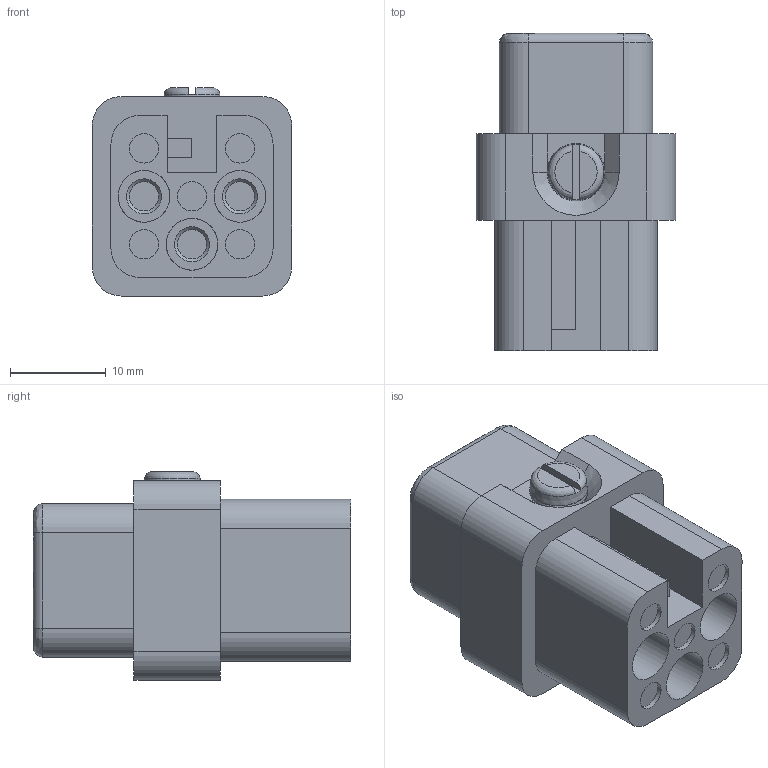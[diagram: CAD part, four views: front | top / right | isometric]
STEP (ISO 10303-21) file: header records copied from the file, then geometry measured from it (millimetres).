
FILE_DESCRIPTION(/* description */ (''),/* implementation_level */ '2;1');
FILE_NAME(/* name */ 'C146_10B007_500_2.stp',/* time_stamp */ '2016-04-12T09:40:48+02:00',/* author */ (''),/* organization */ (''),/* preprocessor_version */ 'ST-DEVELOPER v15',/* originating_system */ 'SIEMENS PLM Software NX 9.0',/* authorisation */ '');
FILE_SCHEMA (('CONFIG_CONTROL_DESIGN'));
Length unit declared in the file: millimetre
Products named in the file (1): c146 10b007 500 2nxm001-04
Bounding box: 20.8 x 33.1 x 21.7 mm (x, y, z)
Volume: 9438.2 mm3; surface area: 3588.9 mm2
Topology: 1 solids, 2 shells, 104 faces, 258 edges, 174 vertices
Faces by surface type: plane 54, cylinder 35, bspline 7, cone 6, torus 2
Full cylindrical faces by diameter (mm): 3.05 x8, 4.6 x8, 5.4 x3
Entity records: 3185 total; most frequent: CARTESIAN_POINT 752, DIRECTION 499, ORIENTED_EDGE 442, EDGE_CURVE 221, AXIS2_PLACEMENT_3D 202, VERTEX_POINT 164, EDGE_LOOP 149, CIRCLE 104
